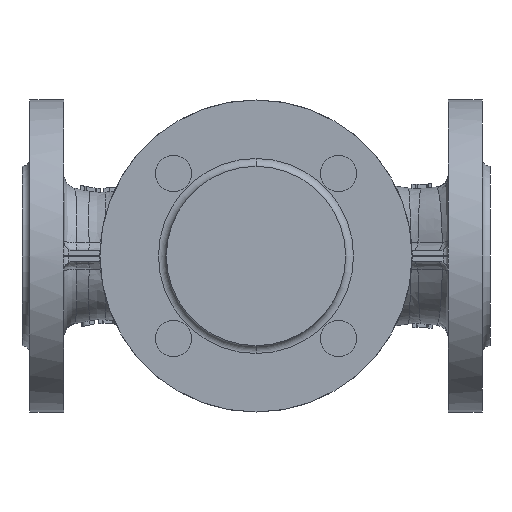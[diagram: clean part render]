
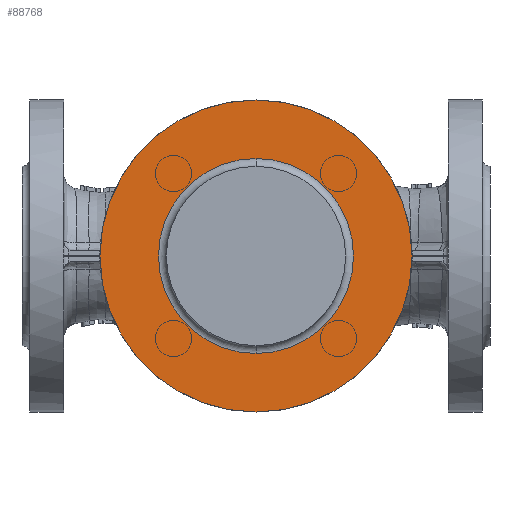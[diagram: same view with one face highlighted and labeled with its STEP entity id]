
A CAD part, front view. The second image highlights one B-rep face of the part: STEP entity #88768.
In plain terms, the highlighted planar face has unit normal (0, -1, 0).
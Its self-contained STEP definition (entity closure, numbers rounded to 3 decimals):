
#531 = EDGE_CURVE ( 'NONE', #18041, #18051, #56944, .T. ) ;
#10674 = ORIENTED_EDGE ( 'NONE', *, *, #112970, .T. ) ;
#10675 = ORIENTED_EDGE ( 'NONE', *, *, #113390, .T. ) ;
#10676 = ORIENTED_EDGE ( 'NONE', *, *, #531, .F. ) ;
#10677 = ORIENTED_EDGE ( 'NONE', *, *, #100356, .F. ) ;
#17221 = VERTEX_POINT ( 'NONE', #23999 ) ;
#17234 = VERTEX_POINT ( 'NONE', #24006 ) ;
#18041 = VERTEX_POINT ( 'NONE', #24414 ) ;
#18051 = VERTEX_POINT ( 'NONE', #24419 ) ;
#23296 = CARTESIAN_POINT ( 'NONE',  ( -0.001, -92.224, 0. ) ) ;
#23297 = DIRECTION ( 'NONE',  ( 0., 1., 0. ) ) ;
#23298 = DIRECTION ( 'NONE',  ( 0., 0., 1. ) ) ;
#23999 = CARTESIAN_POINT ( 'NONE',  ( -0.001, -92.224, 37.613 ) ) ;
#24006 = CARTESIAN_POINT ( 'NONE',  ( -0.001, -92.224, -37.612 ) ) ;
#24414 = CARTESIAN_POINT ( 'NONE',  ( -0.001, -92.224, 60.18 ) ) ;
#24419 = CARTESIAN_POINT ( 'NONE',  ( -0.001, -92.224, -60.18 ) ) ;
#34273 = CARTESIAN_POINT ( 'NONE',  ( 60.179, -92.224, 0. ) ) ;
#34274 = FACE_OUTER_BOUND ( 'NONE', #56928, .T. ) ;
#34278 = FACE_BOUND ( 'NONE', #56930, .T. ) ;
#34279 = PLANE ( 'NONE',  #62108 ) ;
#34281 = DIRECTION ( 'NONE',  ( 0., 1., 0. ) ) ;
#34282 = DIRECTION ( 'NONE',  ( 0., 0., 1. ) ) ;
#56928 = EDGE_LOOP ( 'NONE', ( #10676, #10677 ) ) ;
#56930 = EDGE_LOOP ( 'NONE', ( #10674, #10675 ) ) ;
#56944 = CIRCLE ( 'NONE', #56972, 60.18 ) ;
#56972 = AXIS2_PLACEMENT_3D ( 'NONE', #23296, #23297, #23298 ) ;
#59271 = CARTESIAN_POINT ( 'NONE',  ( -0.001, -92.224, 0. ) ) ;
#59272 = DIRECTION ( 'NONE',  ( 0., 1., 0. ) ) ;
#59273 = DIRECTION ( 'NONE',  ( 0., 0., 1. ) ) ;
#60616 = CIRCLE ( 'NONE', #60621, 37.612 ) ;
#60621 = AXIS2_PLACEMENT_3D ( 'NONE', #104606, #104608, #104610 ) ;
#62108 = AXIS2_PLACEMENT_3D ( 'NONE', #34273, #34281, #34282 ) ;
#88768 = ADVANCED_FACE ( 'NONE', ( #34278, #34274 ), #34279, .F. ) ;
#92860 = CIRCLE ( 'NONE', #92862, 60.18 ) ;
#92862 = AXIS2_PLACEMENT_3D ( 'NONE', #59271, #59272, #59273 ) ;
#100356 = EDGE_CURVE ( 'NONE', #18051, #18041, #92860, .T. ) ;
#104606 = CARTESIAN_POINT ( 'NONE',  ( -0.001, -92.224, 0. ) ) ;
#104608 = DIRECTION ( 'NONE',  ( 0., 1., 0. ) ) ;
#104610 = DIRECTION ( 'NONE',  ( 0., 0., 1. ) ) ;
#107910 = CIRCLE ( 'NONE', #107917, 37.612 ) ;
#107917 = AXIS2_PLACEMENT_3D ( 'NONE', #108969, #108972, #108974 ) ;
#108969 = CARTESIAN_POINT ( 'NONE',  ( -0.001, -92.224, 0. ) ) ;
#108972 = DIRECTION ( 'NONE',  ( 0., 1., 0. ) ) ;
#108974 = DIRECTION ( 'NONE',  ( 0., 0., 1. ) ) ;
#112970 = EDGE_CURVE ( 'NONE', #17221, #17234, #60616, .T. ) ;
#113390 = EDGE_CURVE ( 'NONE', #17234, #17221, #107910, .T. ) ;
